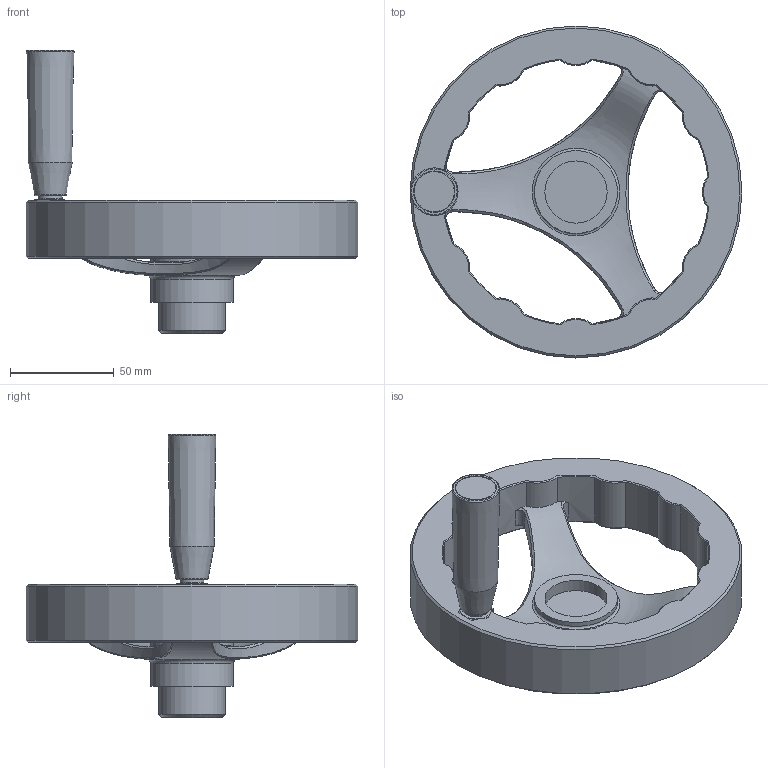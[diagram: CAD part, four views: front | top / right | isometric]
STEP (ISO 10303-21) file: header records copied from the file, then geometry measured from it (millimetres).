
FILE_DESCRIPTION( ( 'Unknown' ), '1' );
FILE_NAME( '6361015_V3RA160_MRE.stp', 'Unknown', ( 'Unknown' ), ( 'Unknown' ), 'PSStep 11.0', 'Unknown', ' ' );
FILE_SCHEMA( ( 'AUTOMOTIVE_DESIGN { 1 0 10303 214 1 1 1 1 }' ) );
Length unit declared in the file: millimetre
Products named in the file (4): 6361015
Bounding box: 160 x 160 x 136.45 mm (x, y, z)
Volume: 232510.4 mm3; surface area: 92311.9 mm2
Topology: 4 solids, 7 shells, 288 faces, 721 edges, 451 vertices
Faces by surface type: plane 115, cylinder 73, cone 71, bspline 18, torus 8, revolution 2, sphere 1
Full cylindrical faces by diameter (mm): 3.2 x2, 3.5 x1, 4.134 x1, 5 x1, 6 x1, 6.35 x1, 6.95 x1, 7 x1, 7.3 x1, 8.5 x1, 9.74 x1, 9.75 x1, 10 x2, 10.8 x1, 11.5 x1, 13 x1, 15.421 x1, 19.627 x1, 19.7 x1, 20 x1, 30 x1, 32 x1, 34 x1, 40 x2, 150 x1, 160 x1
Entity records: 12616 total; most frequent: CARTESIAN_POINT 3891, DIRECTION 1302, ORIENTED_EDGE 1278, EDGE_CURVE 639, AXIS2_PLACEMENT_3D 538, VERTEX_POINT 424, EDGE_LOOP 362, FACE_OUTER_BOUND 327
